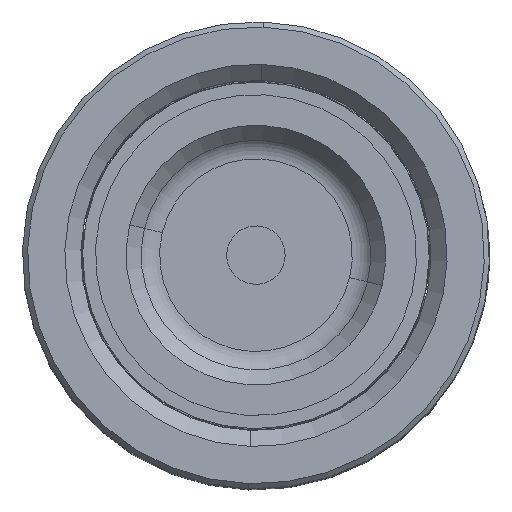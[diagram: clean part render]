
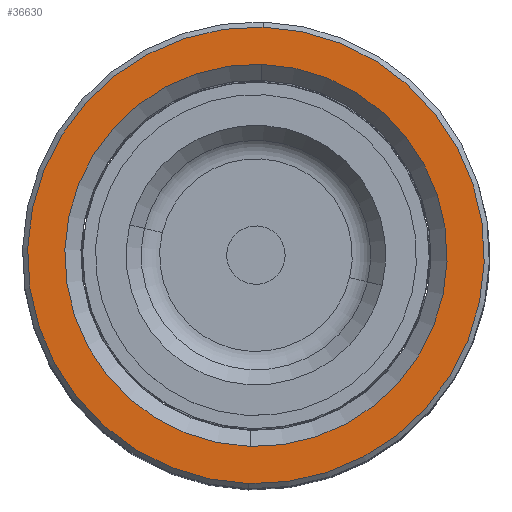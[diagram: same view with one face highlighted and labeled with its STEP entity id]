
A CAD part, top view. The second image highlights one B-rep face of the part: STEP entity #36630.
In plain terms, the highlighted planar face has unit normal (0, 0, 1).
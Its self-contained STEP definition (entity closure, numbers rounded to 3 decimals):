
#111 = AXIS2_PLACEMENT_3D ( 'NONE', #23143, #12965, #16462 ) ;
#350 = VERTEX_POINT ( 'NONE', #4839 ) ;
#1723 = FACE_OUTER_BOUND ( 'NONE', #43326, .T. ) ;
#3364 = EDGE_CURVE ( 'NONE', #22719, #34091, #17810, .T. ) ;
#4839 = CARTESIAN_POINT ( 'NONE',  ( 26.2, 0., 100. ) ) ;
#4990 = FACE_BOUND ( 'NONE', #16535, .T. ) ;
#6052 = ORIENTED_EDGE ( 'NONE', *, *, #3364, .T. ) ;
#6555 = DIRECTION ( 'NONE',  ( 0., 0., 1. ) ) ;
#8216 = DIRECTION ( 'NONE',  ( 0., 0., -1. ) ) ;
#12167 = VERTEX_POINT ( 'NONE', #31883 ) ;
#12965 = DIRECTION ( 'NONE',  ( 0., 0., 1. ) ) ;
#13866 = CARTESIAN_POINT ( 'NONE',  ( 0., 0., 100. ) ) ;
#16462 = DIRECTION ( 'NONE',  ( 1., 0., 0. ) ) ;
#16535 = EDGE_LOOP ( 'NONE', ( #40881, #40825 ) ) ;
#16913 = DIRECTION ( 'NONE',  ( 1., 0., 0. ) ) ;
#17810 = CIRCLE ( 'NONE', #111, 31.3 ) ;
#18616 = AXIS2_PLACEMENT_3D ( 'NONE', #37849, #26791, #16913 ) ;
#21192 = ORIENTED_EDGE ( 'NONE', *, *, #27420, .T. ) ;
#22463 = AXIS2_PLACEMENT_3D ( 'NONE', #32443, #8216, #36266 ) ;
#22719 = VERTEX_POINT ( 'NONE', #25106 ) ;
#23143 = CARTESIAN_POINT ( 'NONE',  ( 0., 0., 100. ) ) ;
#24367 = DIRECTION ( 'NONE',  ( 0., 0., 1. ) ) ;
#25106 = CARTESIAN_POINT ( 'NONE',  ( 31.3, 0., 100. ) ) ;
#26791 = DIRECTION ( 'NONE',  ( 0., 0., -1. ) ) ;
#26927 = CARTESIAN_POINT ( 'NONE',  ( -31.3, 0., 100. ) ) ;
#27420 = EDGE_CURVE ( 'NONE', #34091, #22719, #28655, .T. ) ;
#27796 = AXIS2_PLACEMENT_3D ( 'NONE', #13866, #24367, #37851 ) ;
#28655 = CIRCLE ( 'NONE', #38640, 31.3 ) ;
#31883 = CARTESIAN_POINT ( 'NONE',  ( -26.2, 0., 100. ) ) ;
#32374 = CIRCLE ( 'NONE', #22463, 26.2 ) ;
#32443 = CARTESIAN_POINT ( 'NONE',  ( 0., 0., 100. ) ) ;
#34091 = VERTEX_POINT ( 'NONE', #26927 ) ;
#34303 = CARTESIAN_POINT ( 'NONE',  ( 0., 0., 100. ) ) ;
#34310 = CIRCLE ( 'NONE', #18616, 26.2 ) ;
#34767 = PLANE ( 'NONE',  #27796 ) ;
#36266 = DIRECTION ( 'NONE',  ( 1., 0., 0. ) ) ;
#36630 = ADVANCED_FACE ( 'NONE', ( #1723, #4990 ), #34767, .T. ) ;
#37849 = CARTESIAN_POINT ( 'NONE',  ( 0., 0., 100. ) ) ;
#37851 = DIRECTION ( 'NONE',  ( 1., 0., 0. ) ) ;
#38640 = AXIS2_PLACEMENT_3D ( 'NONE', #34303, #6555, #44397 ) ;
#40723 = EDGE_CURVE ( 'NONE', #12167, #350, #34310, .T. ) ;
#40825 = ORIENTED_EDGE ( 'NONE', *, *, #40723, .T. ) ;
#40881 = ORIENTED_EDGE ( 'NONE', *, *, #44705, .T. ) ;
#43326 = EDGE_LOOP ( 'NONE', ( #21192, #6052 ) ) ;
#44397 = DIRECTION ( 'NONE',  ( 1., 0., 0. ) ) ;
#44705 = EDGE_CURVE ( 'NONE', #350, #12167, #32374, .T. ) ;
